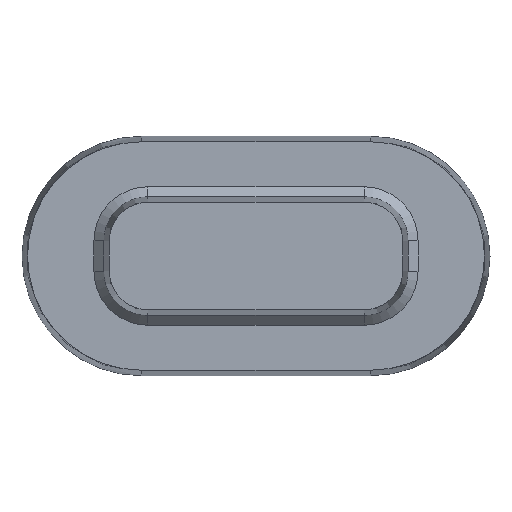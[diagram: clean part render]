
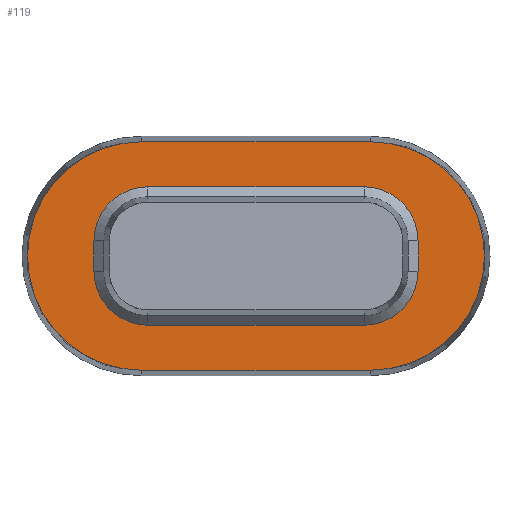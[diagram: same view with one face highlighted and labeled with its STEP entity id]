
A CAD part, front view. The second image highlights one B-rep face of the part: STEP entity #119.
In plain terms, the highlighted planar face has unit normal (0, -1, 0).
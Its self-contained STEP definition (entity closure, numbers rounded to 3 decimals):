
#22 = VERTEX_POINT('',#23);
#23 = CARTESIAN_POINT('',(-3.5,52.5,-9.88));
#40 = VERTEX_POINT('',#41);
#41 = CARTESIAN_POINT('',(-3.5,52.5,-2.88));
#46 = EDGE_CURVE('',#40,#22,#47,.T.);
#47 = CIRCLE('',#48,3.5);
#48 = AXIS2_PLACEMENT_3D('',#49,#50,#51);
#49 = CARTESIAN_POINT('',(-3.5,52.5,-6.38));
#50 = DIRECTION('',(0.,-1.,0.));
#51 = DIRECTION('',(1.,0.,0.));
#62 = VERTEX_POINT('',#63);
#63 = CARTESIAN_POINT('',(3.5,52.5,-9.88));
#77 = EDGE_CURVE('',#22,#62,#78,.T.);
#78 = LINE('',#79,#80);
#79 = CARTESIAN_POINT('',(-3.5,52.5,-9.88));
#80 = VECTOR('',#81,1.);
#81 = DIRECTION('',(1.,0.,0.));
#119 = ADVANCED_FACE('',(#120,#190),#209,.T.);
#120 = FACE_BOUND('',#121,.T.);
#121 = EDGE_LOOP('',(#122,#132,#141,#149,#158,#166,#175,#183));
#122 = ORIENTED_EDGE('',*,*,#123,.F.);
#123 = EDGE_CURVE('',#124,#126,#128,.T.);
#124 = VERTEX_POINT('',#125);
#125 = CARTESIAN_POINT('',(4.965,52.5,-6.85));
#126 = VERTEX_POINT('',#127);
#127 = CARTESIAN_POINT('',(4.965,52.5,-5.91));
#128 = LINE('',#129,#130);
#129 = CARTESIAN_POINT('',(4.965,52.5,-6.85));
#130 = VECTOR('',#131,1.);
#131 = DIRECTION('',(0.,0.,1.));
#132 = ORIENTED_EDGE('',*,*,#133,.F.);
#133 = EDGE_CURVE('',#134,#124,#136,.T.);
#134 = VERTEX_POINT('',#135);
#135 = CARTESIAN_POINT('',(3.315,52.5,-8.5));
#136 = CIRCLE('',#137,1.65);
#137 = AXIS2_PLACEMENT_3D('',#138,#139,#140);
#138 = CARTESIAN_POINT('',(3.315,52.5,-6.85));
#139 = DIRECTION('',(0.,-1.,0.));
#140 = DIRECTION('',(0.,0.,-1.));
#141 = ORIENTED_EDGE('',*,*,#142,.F.);
#142 = EDGE_CURVE('',#143,#134,#145,.T.);
#143 = VERTEX_POINT('',#144);
#144 = CARTESIAN_POINT('',(-3.315,52.5,-8.5));
#145 = LINE('',#146,#147);
#146 = CARTESIAN_POINT('',(-3.315,52.5,-8.5));
#147 = VECTOR('',#148,1.);
#148 = DIRECTION('',(1.,0.,0.));
#149 = ORIENTED_EDGE('',*,*,#150,.F.);
#150 = EDGE_CURVE('',#151,#143,#153,.T.);
#151 = VERTEX_POINT('',#152);
#152 = CARTESIAN_POINT('',(-4.965,52.5,-6.85));
#153 = CIRCLE('',#154,1.65);
#154 = AXIS2_PLACEMENT_3D('',#155,#156,#157);
#155 = CARTESIAN_POINT('',(-3.315,52.5,-6.85));
#156 = DIRECTION('',(-0.,-1.,0.));
#157 = DIRECTION('',(-1.,0.,0.));
#158 = ORIENTED_EDGE('',*,*,#159,.F.);
#159 = EDGE_CURVE('',#160,#151,#162,.T.);
#160 = VERTEX_POINT('',#161);
#161 = CARTESIAN_POINT('',(-4.965,52.5,-5.91));
#162 = LINE('',#163,#164);
#163 = CARTESIAN_POINT('',(-4.965,52.5,-5.91));
#164 = VECTOR('',#165,1.);
#165 = DIRECTION('',(0.,0.,-1.));
#166 = ORIENTED_EDGE('',*,*,#167,.F.);
#167 = EDGE_CURVE('',#168,#160,#170,.T.);
#168 = VERTEX_POINT('',#169);
#169 = CARTESIAN_POINT('',(-3.315,52.5,-4.26));
#170 = CIRCLE('',#171,1.65);
#171 = AXIS2_PLACEMENT_3D('',#172,#173,#174);
#172 = CARTESIAN_POINT('',(-3.315,52.5,-5.91));
#173 = DIRECTION('',(-0.,-1.,0.));
#174 = DIRECTION('',(0.,0.,1.));
#175 = ORIENTED_EDGE('',*,*,#176,.F.);
#176 = EDGE_CURVE('',#177,#168,#179,.T.);
#177 = VERTEX_POINT('',#178);
#178 = CARTESIAN_POINT('',(3.315,52.5,-4.26));
#179 = LINE('',#180,#181);
#180 = CARTESIAN_POINT('',(3.315,52.5,-4.26));
#181 = VECTOR('',#182,1.);
#182 = DIRECTION('',(-1.,0.,0.));
#183 = ORIENTED_EDGE('',*,*,#184,.F.);
#184 = EDGE_CURVE('',#126,#177,#185,.T.);
#185 = CIRCLE('',#186,1.65);
#186 = AXIS2_PLACEMENT_3D('',#187,#188,#189);
#187 = CARTESIAN_POINT('',(3.315,52.5,-5.91));
#188 = DIRECTION('',(0.,-1.,0.));
#189 = DIRECTION('',(1.,0.,0.));
#190 = FACE_BOUND('',#191,.T.);
#191 = EDGE_LOOP('',(#192,#193,#194,#203));
#192 = ORIENTED_EDGE('',*,*,#46,.T.);
#193 = ORIENTED_EDGE('',*,*,#77,.T.);
#194 = ORIENTED_EDGE('',*,*,#195,.T.);
#195 = EDGE_CURVE('',#62,#196,#198,.T.);
#196 = VERTEX_POINT('',#197);
#197 = CARTESIAN_POINT('',(3.5,52.5,-2.88));
#198 = CIRCLE('',#199,3.5);
#199 = AXIS2_PLACEMENT_3D('',#200,#201,#202);
#200 = CARTESIAN_POINT('',(3.5,52.5,-6.38));
#201 = DIRECTION('',(0.,-1.,0.));
#202 = DIRECTION('',(1.,0.,0.));
#203 = ORIENTED_EDGE('',*,*,#204,.T.);
#204 = EDGE_CURVE('',#196,#40,#205,.T.);
#205 = LINE('',#206,#207);
#206 = CARTESIAN_POINT('',(3.5,52.5,-2.88));
#207 = VECTOR('',#208,1.);
#208 = DIRECTION('',(-1.,0.,0.));
#209 = PLANE('',#210);
#210 = AXIS2_PLACEMENT_3D('',#211,#212,#213);
#211 = CARTESIAN_POINT('',(-3.5,52.5,-6.38));
#212 = DIRECTION('',(0.,-1.,0.));
#213 = DIRECTION('',(1.,0.,0.));
